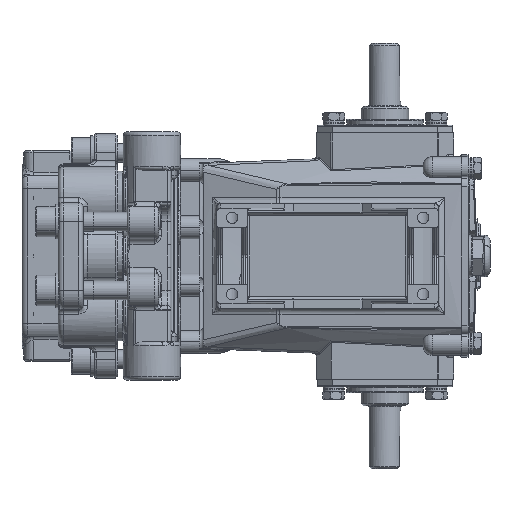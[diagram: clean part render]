
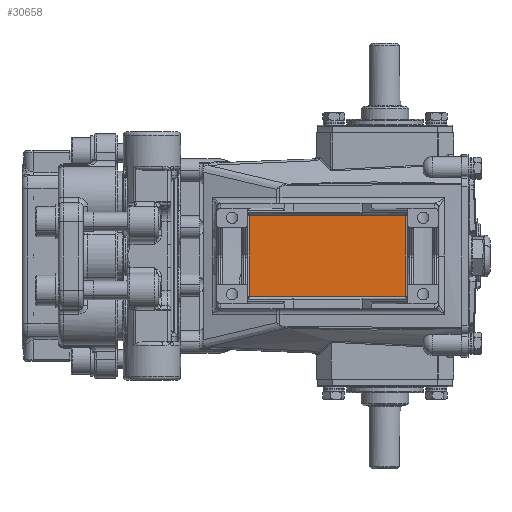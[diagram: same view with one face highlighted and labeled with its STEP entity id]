
A CAD part, front view. The second image highlights one B-rep face of the part: STEP entity #30658.
In plain terms, the highlighted planar face has unit normal (0, -1, 0).
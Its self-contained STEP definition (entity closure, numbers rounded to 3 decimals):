
#14771 = VERTEX_POINT ( 'NONE', #87292 ) ;
#15998 = AXIS2_PLACEMENT_3D ( 'NONE', #117192, #54620, #127687 ) ;
#20855 = DIRECTION ( 'NONE',  ( 0., 0., -1. ) ) ;
#21395 = VECTOR ( 'NONE', #102797, 1000. ) ;
#25558 = EDGE_CURVE ( 'NONE', #14771, #44113, #29110, .T. ) ;
#29110 = LINE ( 'NONE', #124526, #112493 ) ;
#30658 = ADVANCED_FACE ( 'NONE', ( #73661 ), #75228, .F. ) ;
#32128 = EDGE_LOOP ( 'NONE', ( #44824, #108385, #132251, #65423 ) ) ;
#34060 = EDGE_CURVE ( 'NONE', #44113, #69841, #99527, .T. ) ;
#38621 = CARTESIAN_POINT ( 'NONE',  ( 11., -40., -21. ) ) ;
#40729 = EDGE_CURVE ( 'NONE', #47874, #14771, #122183, .T. ) ;
#42073 = VECTOR ( 'NONE', #20855, 1000. ) ;
#44113 = VERTEX_POINT ( 'NONE', #38621 ) ;
#44824 = ORIENTED_EDGE ( 'NONE', *, *, #130418, .T. ) ;
#47874 = VERTEX_POINT ( 'NONE', #68709 ) ;
#49247 = LINE ( 'NONE', #123343, #21395 ) ;
#51437 = DIRECTION ( 'NONE',  ( 1., 0., 0. ) ) ;
#54620 = DIRECTION ( 'NONE',  ( 0., 1., 0. ) ) ;
#65423 = ORIENTED_EDGE ( 'NONE', *, *, #34060, .T. ) ;
#68709 = CARTESIAN_POINT ( 'NONE',  ( -71., -40., 21. ) ) ;
#69841 = VERTEX_POINT ( 'NONE', #134489 ) ;
#71785 = VECTOR ( 'NONE', #115621, 1000. ) ;
#73661 = FACE_OUTER_BOUND ( 'NONE', #32128, .T. ) ;
#75228 = PLANE ( 'NONE',  #15998 ) ;
#83557 = CARTESIAN_POINT ( 'NONE',  ( -71., -40., -22. ) ) ;
#84190 = CARTESIAN_POINT ( 'NONE',  ( 11., -40., 22. ) ) ;
#87292 = CARTESIAN_POINT ( 'NONE',  ( -71., -40., -21. ) ) ;
#99527 = LINE ( 'NONE', #84190, #71785 ) ;
#102797 = DIRECTION ( 'NONE',  ( -1., 0., 0. ) ) ;
#108385 = ORIENTED_EDGE ( 'NONE', *, *, #40729, .T. ) ;
#112493 = VECTOR ( 'NONE', #51437, 1000. ) ;
#115621 = DIRECTION ( 'NONE',  ( 0., 0., 1. ) ) ;
#117192 = CARTESIAN_POINT ( 'NONE',  ( 12., -40., -22. ) ) ;
#122183 = LINE ( 'NONE', #83557, #42073 ) ;
#123343 = CARTESIAN_POINT ( 'NONE',  ( -72., -40., 21. ) ) ;
#124526 = CARTESIAN_POINT ( 'NONE',  ( 12., -40., -21. ) ) ;
#127687 = DIRECTION ( 'NONE',  ( 0., 0., 1. ) ) ;
#130418 = EDGE_CURVE ( 'NONE', #69841, #47874, #49247, .T. ) ;
#132251 = ORIENTED_EDGE ( 'NONE', *, *, #25558, .T. ) ;
#134489 = CARTESIAN_POINT ( 'NONE',  ( 11., -40., 21. ) ) ;
